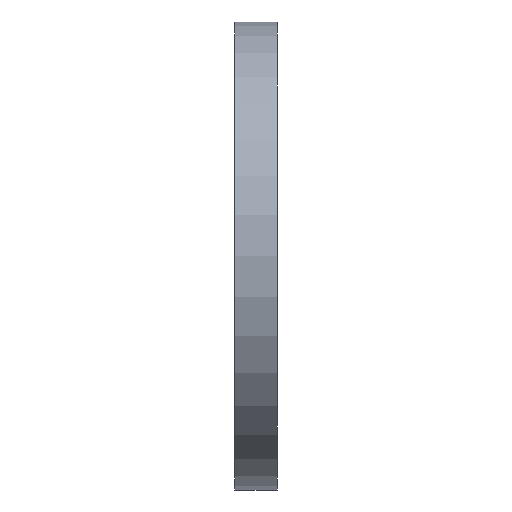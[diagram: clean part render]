
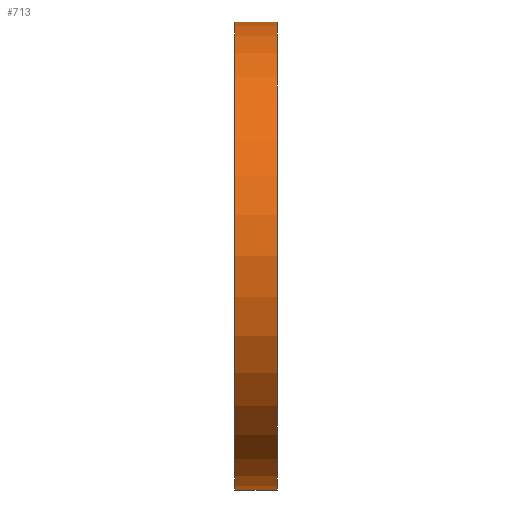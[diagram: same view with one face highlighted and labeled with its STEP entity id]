
A CAD part, left-side view. The second image highlights one B-rep face of the part: STEP entity #713.
In plain terms, the highlighted cylindrical face has radius 110 mm (diameter 220 mm), a partial arc.
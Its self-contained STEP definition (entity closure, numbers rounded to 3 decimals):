
#25 = ORIENTED_EDGE ( 'NONE', *, *, #461, .F. ) ;
#55 = DIRECTION ( 'NONE',  ( 0., 1., 0. ) ) ;
#83 = CARTESIAN_POINT ( 'NONE',  ( 0., 0., 110. ) ) ;
#186 = VERTEX_POINT ( 'NONE', #83 ) ;
#191 = ORIENTED_EDGE ( 'NONE', *, *, #915, .T. ) ;
#195 = LINE ( 'NONE', #322, #688 ) ;
#199 = DIRECTION ( 'NONE',  ( 0., 0., 1. ) ) ;
#203 = CARTESIAN_POINT ( 'NONE',  ( 0., 20., 0. ) ) ;
#207 = ORIENTED_EDGE ( 'NONE', *, *, #432, .T. ) ;
#236 = DIRECTION ( 'NONE',  ( 0., -1., 0. ) ) ;
#255 = DIRECTION ( 'NONE',  ( 0., -1., 0. ) ) ;
#322 = CARTESIAN_POINT ( 'NONE',  ( 0., 20., 110. ) ) ;
#330 = LINE ( 'NONE', #749, #776 ) ;
#336 = CARTESIAN_POINT ( 'NONE',  ( 0., 20., 110. ) ) ;
#380 = CIRCLE ( 'NONE', #637, 110. ) ;
#397 = AXIS2_PLACEMENT_3D ( 'NONE', #879, #236, #729 ) ;
#399 = CARTESIAN_POINT ( 'NONE',  ( 0., 20., -110. ) ) ;
#403 = VERTEX_POINT ( 'NONE', #399 ) ;
#410 = VERTEX_POINT ( 'NONE', #336 ) ;
#432 = EDGE_CURVE ( 'NONE', #403, #737, #330, .T. ) ;
#443 = CYLINDRICAL_SURFACE ( 'NONE', #397, 110. ) ;
#461 = EDGE_CURVE ( 'NONE', #410, #186, #195, .T. ) ;
#471 = DIRECTION ( 'NONE',  ( 0., 0., 1. ) ) ;
#512 = EDGE_LOOP ( 'NONE', ( #25, #660, #207, #191 ) ) ;
#543 = CARTESIAN_POINT ( 'NONE',  ( 0., 0., -110. ) ) ;
#562 = CARTESIAN_POINT ( 'NONE',  ( 0., 0., 0. ) ) ;
#623 = DIRECTION ( 'NONE',  ( 0., -1., 0. ) ) ;
#637 = AXIS2_PLACEMENT_3D ( 'NONE', #562, #55, #199 ) ;
#660 = ORIENTED_EDGE ( 'NONE', *, *, #890, .F. ) ;
#666 = AXIS2_PLACEMENT_3D ( 'NONE', #203, #907, #471 ) ;
#688 = VECTOR ( 'NONE', #255, 1000. ) ;
#707 = CIRCLE ( 'NONE', #666, 110. ) ;
#713 = ADVANCED_FACE ( 'NONE', ( #798 ), #443, .T. ) ;
#729 = DIRECTION ( 'NONE',  ( 0., 0., -1. ) ) ;
#737 = VERTEX_POINT ( 'NONE', #543 ) ;
#749 = CARTESIAN_POINT ( 'NONE',  ( 0., 20., -110. ) ) ;
#776 = VECTOR ( 'NONE', #623, 1000. ) ;
#798 = FACE_OUTER_BOUND ( 'NONE', #512, .T. ) ;
#879 = CARTESIAN_POINT ( 'NONE',  ( 0., 20., 0. ) ) ;
#890 = EDGE_CURVE ( 'NONE', #403, #410, #707, .T. ) ;
#907 = DIRECTION ( 'NONE',  ( 0., 1., 0. ) ) ;
#915 = EDGE_CURVE ( 'NONE', #737, #186, #380, .T. ) ;
